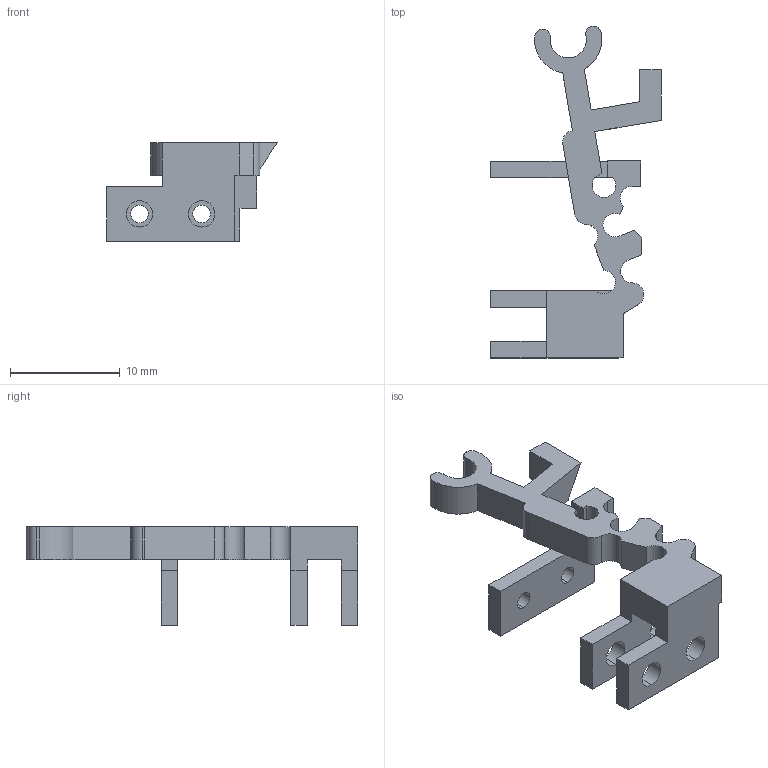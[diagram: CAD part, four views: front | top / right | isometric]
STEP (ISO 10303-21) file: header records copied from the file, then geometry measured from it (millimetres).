
FILE_DESCRIPTION (( 'STEP AP214' ), '1' );
FILE_NAME ('switch-flexures-separate_v2.STEP', '2025-10-10T15:10:57', ( '' ), ( '' ), 'SwSTEP 2.0', 'SolidWorks 2025', '' );
FILE_SCHEMA (( 'AUTOMOTIVE_DESIGN' ));
Length unit declared in the file: millimetre
Products named in the file (1): switch-flexures-separate_v2
Bounding box: 15.58 x 30.27 x 9 mm (x, y, z)
Volume: 648.4 mm3; surface area: 1163.9 mm2
Topology: 1 solids, 1 shells, 81 faces, 233 edges, 154 vertices
Faces by surface type: plane 45, cylinder 36
Entity records: 2714 total; most frequent: DIRECTION 469, CARTESIAN_POINT 469, ORIENTED_EDGE 466, EDGE_CURVE 233, VECTOR 161, LINE 161, AXIS2_PLACEMENT_3D 154, VERTEX_POINT 154
